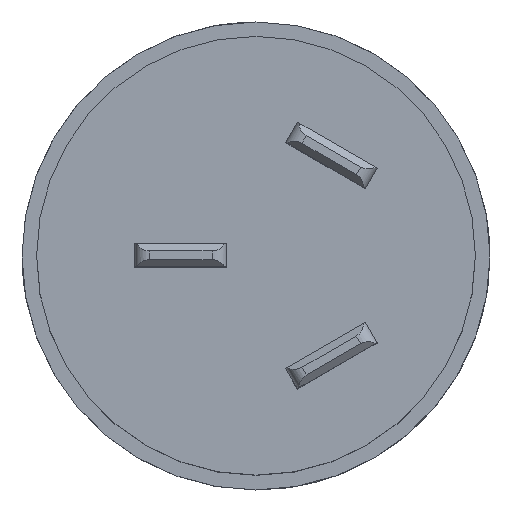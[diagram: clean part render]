
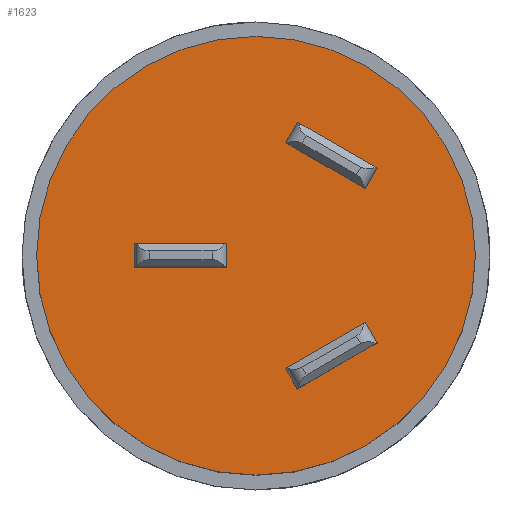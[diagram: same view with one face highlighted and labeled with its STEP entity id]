
A CAD part, top view. The second image highlights one B-rep face of the part: STEP entity #1623.
In plain terms, the highlighted planar face has unit normal (0, 0, 1).
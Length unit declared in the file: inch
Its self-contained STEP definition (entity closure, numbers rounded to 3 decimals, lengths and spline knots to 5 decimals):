
#10 = CARTESIAN_POINT ( 'NONE',  ( -0.30442, -0.07961, 0. ) ) ;
#36 = EDGE_CURVE ( 'NONE', #3530, #4179, #3079, .T. ) ;
#136 = CARTESIAN_POINT ( 'NONE',  ( 0.1804, -0.29441, 0. ) ) ;
#222 = LINE ( 'NONE', #8003, #5839 ) ;
#346 = VERTEX_POINT ( 'NONE', #8123 ) ;
#355 = DIRECTION ( 'NONE',  ( 0., 0., 1. ) ) ;
#361 = VERTEX_POINT ( 'NONE', #2852 ) ;
#454 = LINE ( 'NONE', #5624, #3996 ) ;
#478 = CARTESIAN_POINT ( 'NONE',  ( 0.1804, -0.29441, 0. ) ) ;
#523 = FACE_BOUND ( 'NONE', #8119, .T. ) ;
#551 = VERTEX_POINT ( 'NONE', #2458 ) ;
#560 = EDGE_CURVE ( 'NONE', #8256, #4332, #9174, .T. ) ;
#730 = ORIENTED_EDGE ( 'NONE', *, *, #6602, .F. ) ;
#741 = CARTESIAN_POINT ( 'NONE',  ( 0., 0., 0. ) ) ;
#759 = CARTESIAN_POINT ( 'NONE',  ( -0.23495, -0.3259, 0. ) ) ;
#904 = CARTESIAN_POINT ( 'NONE',  ( 0., 0., 0. ) ) ;
#954 = ORIENTED_EDGE ( 'NONE', *, *, #8375, .T. ) ;
#1077 = ORIENTED_EDGE ( 'NONE', *, *, #1440, .T. ) ;
#1221 = CARTESIAN_POINT ( 'NONE',  ( 0.1804, -0.29441, 0. ) ) ;
#1440 = EDGE_CURVE ( 'NONE', #9160, #5792, #7174, .T. ) ;
#1475 = DIRECTION ( 'NONE',  ( 0.866, 0.5, 0. ) ) ;
#1550 = EDGE_CURVE ( 'NONE', #4595, #8256, #8127, .T. ) ;
#1572 = DIRECTION ( 'NONE',  ( -0.5, 0.866, 0. ) ) ;
#1602 = CARTESIAN_POINT ( 'NONE',  ( 0.59055, 0., 0. ) ) ;
#1623 = ADVANCED_FACE ( 'NONE', ( #9184, #3242, #523, #8184 ), #6526, .F. ) ;
#1701 = VECTOR ( 'NONE', #2292, 39.37008 ) ;
#1722 = LINE ( 'NONE', #4276, #10374 ) ;
#1917 = LINE ( 'NONE', #478, #6924 ) ;
#2271 = CARTESIAN_POINT ( 'NONE',  ( 0.35897, -0.1111, 0. ) ) ;
#2292 = DIRECTION ( 'NONE',  ( -1., 0., 0. ) ) ;
#2458 = CARTESIAN_POINT ( 'NONE',  ( -0.0315, 0.07874, 0. ) ) ;
#2668 = EDGE_CURVE ( 'NONE', #9087, #346, #454, .T. ) ;
#2789 = LINE ( 'NONE', #4256, #9636 ) ;
#2852 = CARTESIAN_POINT ( 'NONE',  ( -0.23495, -0.3259, 0. ) ) ;
#2982 = CARTESIAN_POINT ( 'NONE',  ( -0.0315, 0.32677, 0. ) ) ;
#2994 = CARTESIAN_POINT ( 'NONE',  ( 0.30442, -0.07961, 0. ) ) ;
#3079 = LINE ( 'NONE', #6256, #9456 ) ;
#3101 = CARTESIAN_POINT ( 'NONE',  ( -0.0315, 0.07874, 0. ) ) ;
#3242 = FACE_OUTER_BOUND ( 'NONE', #8874, .T. ) ;
#3530 = VERTEX_POINT ( 'NONE', #8355 ) ;
#3636 = CARTESIAN_POINT ( 'NONE',  ( 0.0315, 0.07874, 0. ) ) ;
#3765 = VERTEX_POINT ( 'NONE', #8067 ) ;
#3803 = AXIS2_PLACEMENT_3D ( 'NONE', #5353, #355, #6365 ) ;
#3996 = VECTOR ( 'NONE', #9727, 39.37008 ) ;
#4095 = LINE ( 'NONE', #759, #5680 ) ;
#4105 = EDGE_CURVE ( 'NONE', #551, #4595, #4876, .T. ) ;
#4179 = VERTEX_POINT ( 'NONE', #2271 ) ;
#4203 = VECTOR ( 'NONE', #4650, 39.37008 ) ;
#4256 = CARTESIAN_POINT ( 'NONE',  ( 0.30442, -0.07961, 0. ) ) ;
#4276 = CARTESIAN_POINT ( 'NONE',  ( -0.0315, 0.32677, 0. ) ) ;
#4325 = DIRECTION ( 'NONE',  ( 0., -1., 0. ) ) ;
#4332 = VERTEX_POINT ( 'NONE', #2982 ) ;
#4537 = ORIENTED_EDGE ( 'NONE', *, *, #36, .F. ) ;
#4554 = DIRECTION ( 'NONE',  ( 0.5, -0.866, 0. ) ) ;
#4595 = VERTEX_POINT ( 'NONE', #3636 ) ;
#4650 = DIRECTION ( 'NONE',  ( 1., 0., 0. ) ) ;
#4696 = EDGE_CURVE ( 'NONE', #5711, #5357, #6250, .T. ) ;
#4848 = LINE ( 'NONE', #9072, #8432 ) ;
#4876 = LINE ( 'NONE', #3101, #4203 ) ;
#5116 = ORIENTED_EDGE ( 'NONE', *, *, #8231, .F. ) ;
#5353 = CARTESIAN_POINT ( 'NONE',  ( 0., 0., 0. ) ) ;
#5357 = VERTEX_POINT ( 'NONE', #1221 ) ;
#5575 = CARTESIAN_POINT ( 'NONE',  ( 0.0315, 0.32677, 0. ) ) ;
#5624 = CARTESIAN_POINT ( 'NONE',  ( -0.35897, -0.1111, 0. ) ) ;
#5680 = VECTOR ( 'NONE', #1475, 39.37008 ) ;
#5711 = VERTEX_POINT ( 'NONE', #2994 ) ;
#5743 = DIRECTION ( 'NONE',  ( 0., 0., -1. ) ) ;
#5792 = VERTEX_POINT ( 'NONE', #1602 ) ;
#5839 = VECTOR ( 'NONE', #4554, 39.37008 ) ;
#5850 = CARTESIAN_POINT ( 'NONE',  ( -0.0315, 0.32677, 0. ) ) ;
#5875 = CARTESIAN_POINT ( 'NONE',  ( 0.0315, 0.32677, 0. ) ) ;
#6090 = DIRECTION ( 'NONE',  ( -0.5, -0.866, 0. ) ) ;
#6250 = LINE ( 'NONE', #136, #10349 ) ;
#6256 = CARTESIAN_POINT ( 'NONE',  ( 0.23495, -0.3259, 0. ) ) ;
#6330 = ORIENTED_EDGE ( 'NONE', *, *, #9229, .F. ) ;
#6361 = EDGE_CURVE ( 'NONE', #3765, #9087, #4848, .T. ) ;
#6365 = DIRECTION ( 'NONE',  ( 1., 0., 0. ) ) ;
#6427 = DIRECTION ( 'NONE',  ( 0.5, 0.866, 0. ) ) ;
#6526 = PLANE ( 'NONE',  #6988 ) ;
#6602 = EDGE_CURVE ( 'NONE', #4332, #551, #1722, .T. ) ;
#6634 = DIRECTION ( 'NONE',  ( -1., 0., 0. ) ) ;
#6741 = CARTESIAN_POINT ( 'NONE',  ( -0.59055, 0., 0. ) ) ;
#6924 = VECTOR ( 'NONE', #7144, 39.37008 ) ;
#6988 = AXIS2_PLACEMENT_3D ( 'NONE', #741, #5743, #6634 ) ;
#7144 = DIRECTION ( 'NONE',  ( 0.866, -0.5, 0. ) ) ;
#7174 = CIRCLE ( 'NONE', #3803, 0.59055 ) ;
#7322 = ORIENTED_EDGE ( 'NONE', *, *, #2668, .F. ) ;
#7420 = ORIENTED_EDGE ( 'NONE', *, *, #1550, .F. ) ;
#7537 = DIRECTION ( 'NONE',  ( -0.866, 0.5, 0. ) ) ;
#7871 = CIRCLE ( 'NONE', #10172, 0.59055 ) ;
#8003 = CARTESIAN_POINT ( 'NONE',  ( -0.23495, -0.3259, 0. ) ) ;
#8067 = CARTESIAN_POINT ( 'NONE',  ( -0.1804, -0.29441, 0. ) ) ;
#8119 = EDGE_LOOP ( 'NONE', ( #8505, #6330, #7322, #9005 ) ) ;
#8123 = CARTESIAN_POINT ( 'NONE',  ( -0.35897, -0.1111, 0. ) ) ;
#8127 = LINE ( 'NONE', #5575, #10015 ) ;
#8184 = FACE_BOUND ( 'NONE', #9311, .T. ) ;
#8231 = EDGE_CURVE ( 'NONE', #4179, #5711, #2789, .T. ) ;
#8256 = VERTEX_POINT ( 'NONE', #5875 ) ;
#8355 = CARTESIAN_POINT ( 'NONE',  ( 0.23495, -0.3259, 0. ) ) ;
#8375 = EDGE_CURVE ( 'NONE', #5792, #9160, #7871, .T. ) ;
#8406 = ORIENTED_EDGE ( 'NONE', *, *, #10818, .F. ) ;
#8432 = VECTOR ( 'NONE', #1572, 39.37008 ) ;
#8505 = ORIENTED_EDGE ( 'NONE', *, *, #10123, .F. ) ;
#8778 = DIRECTION ( 'NONE',  ( 1., 0., 0. ) ) ;
#8873 = ORIENTED_EDGE ( 'NONE', *, *, #4696, .F. ) ;
#8874 = EDGE_LOOP ( 'NONE', ( #954, #1077 ) ) ;
#9005 = ORIENTED_EDGE ( 'NONE', *, *, #6361, .F. ) ;
#9072 = CARTESIAN_POINT ( 'NONE',  ( -0.1804, -0.29441, 0. ) ) ;
#9087 = VERTEX_POINT ( 'NONE', #10 ) ;
#9160 = VERTEX_POINT ( 'NONE', #6741 ) ;
#9174 = LINE ( 'NONE', #5850, #1701 ) ;
#9184 = FACE_BOUND ( 'NONE', #10672, .T. ) ;
#9229 = EDGE_CURVE ( 'NONE', #346, #361, #222, .T. ) ;
#9311 = EDGE_LOOP ( 'NONE', ( #730, #9437, #7420, #9528 ) ) ;
#9348 = DIRECTION ( 'NONE',  ( 0., 0., 1. ) ) ;
#9437 = ORIENTED_EDGE ( 'NONE', *, *, #560, .F. ) ;
#9456 = VECTOR ( 'NONE', #6427, 39.37008 ) ;
#9528 = ORIENTED_EDGE ( 'NONE', *, *, #4105, .F. ) ;
#9636 = VECTOR ( 'NONE', #7537, 39.37008 ) ;
#9727 = DIRECTION ( 'NONE',  ( -0.866, -0.5, 0. ) ) ;
#10015 = VECTOR ( 'NONE', #10018, 39.37008 ) ;
#10018 = DIRECTION ( 'NONE',  ( 0., 1., 0. ) ) ;
#10123 = EDGE_CURVE ( 'NONE', #361, #3765, #4095, .T. ) ;
#10172 = AXIS2_PLACEMENT_3D ( 'NONE', #904, #9348, #8778 ) ;
#10349 = VECTOR ( 'NONE', #6090, 39.37008 ) ;
#10374 = VECTOR ( 'NONE', #4325, 39.37008 ) ;
#10672 = EDGE_LOOP ( 'NONE', ( #8406, #8873, #5116, #4537 ) ) ;
#10818 = EDGE_CURVE ( 'NONE', #5357, #3530, #1917, .T. ) ;
